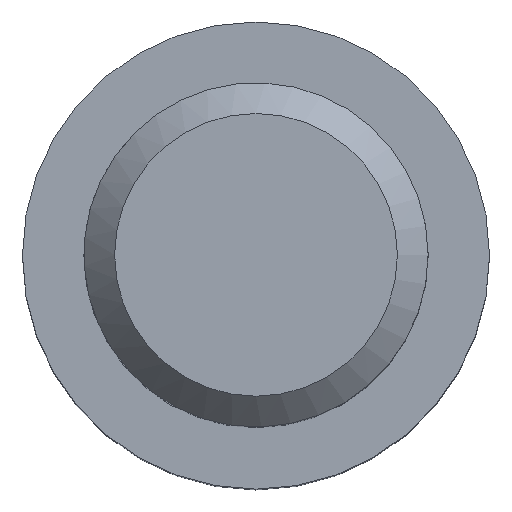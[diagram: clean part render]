
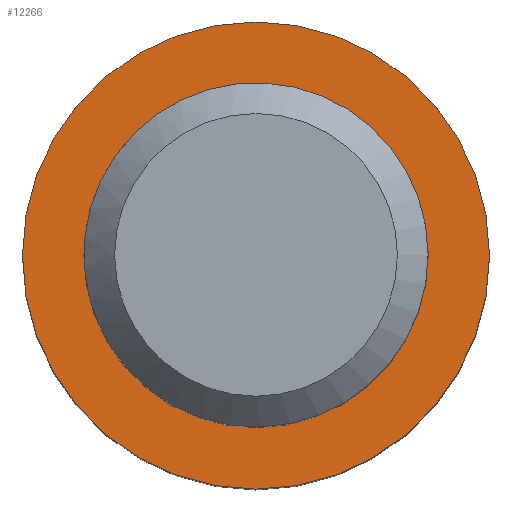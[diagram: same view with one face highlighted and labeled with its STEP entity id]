
A CAD part, top view. The second image highlights one B-rep face of the part: STEP entity #12266.
In plain terms, the highlighted planar face has unit normal (0, 0, 1).
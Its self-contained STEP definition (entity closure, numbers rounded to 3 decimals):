
#75 = CARTESIAN_POINT ( 'NONE',  ( 2.8, 0., 8. ) ) ;
#530 = CARTESIAN_POINT ( 'NONE',  ( 0., 0., 8. ) ) ;
#618 = DIRECTION ( 'NONE',  ( 1., 0., 0. ) ) ;
#1558 = ORIENTED_EDGE ( 'NONE', *, *, #6074, .F. ) ;
#3068 = ORIENTED_EDGE ( 'NONE', *, *, #5649, .T. ) ;
#3448 = VERTEX_POINT ( 'NONE', #7578 ) ;
#5055 = FACE_OUTER_BOUND ( 'NONE', #5273, .T. ) ;
#5273 = EDGE_LOOP ( 'NONE', ( #3068 ) ) ;
#5649 = EDGE_CURVE ( 'NONE', #3448, #3448, #6626, .T. ) ;
#5725 = CARTESIAN_POINT ( 'NONE',  ( 0., 0., 8. ) ) ;
#6074 = EDGE_CURVE ( 'NONE', #6676, #6676, #6610, .T. ) ;
#6148 = PLANE ( 'NONE',  #8468 ) ;
#6610 = CIRCLE ( 'NONE', #7375, 2.8 ) ;
#6626 = CIRCLE ( 'NONE', #7205, 3.8 ) ;
#6676 = VERTEX_POINT ( 'NONE', #75 ) ;
#7084 = DIRECTION ( 'NONE',  ( 0., 0., 1. ) ) ;
#7205 = AXIS2_PLACEMENT_3D ( 'NONE', #10817, #7084, #9014 ) ;
#7375 = AXIS2_PLACEMENT_3D ( 'NONE', #5725, #8588, #8550 ) ;
#7578 = CARTESIAN_POINT ( 'NONE',  ( 3.8, 0., 8. ) ) ;
#8468 = AXIS2_PLACEMENT_3D ( 'NONE', #530, #11071, #618 ) ;
#8471 = FACE_BOUND ( 'NONE', #10569, .T. ) ;
#8550 = DIRECTION ( 'NONE',  ( 1., 0., 0. ) ) ;
#8588 = DIRECTION ( 'NONE',  ( 0., 0., 1. ) ) ;
#9014 = DIRECTION ( 'NONE',  ( 1., 0., 0. ) ) ;
#10569 = EDGE_LOOP ( 'NONE', ( #1558 ) ) ;
#10817 = CARTESIAN_POINT ( 'NONE',  ( 0., 0., 8. ) ) ;
#11071 = DIRECTION ( 'NONE',  ( 0., 0., 1. ) ) ;
#12266 = ADVANCED_FACE ( 'NONE', ( #5055, #8471 ), #6148, .T. ) ;
